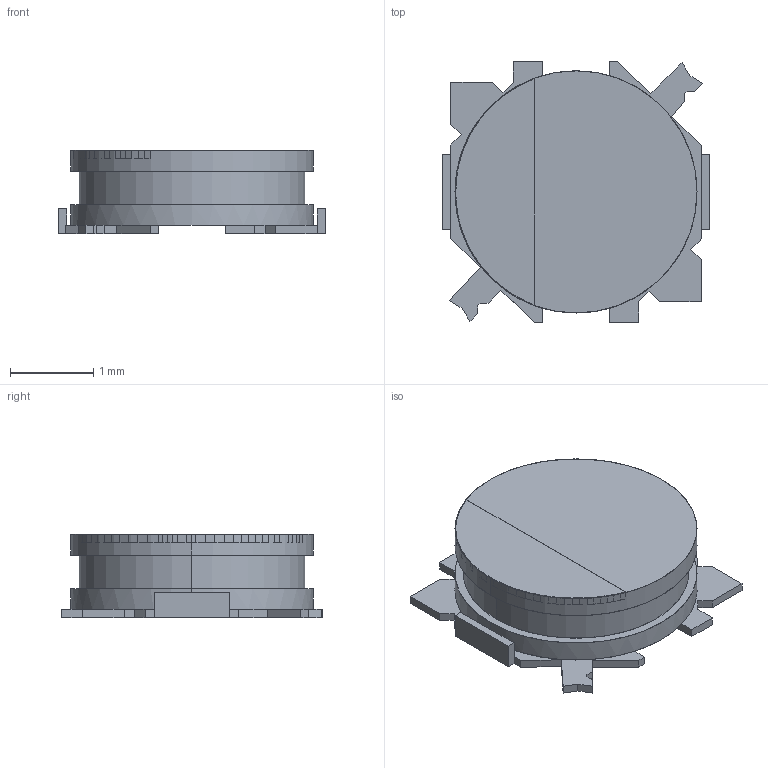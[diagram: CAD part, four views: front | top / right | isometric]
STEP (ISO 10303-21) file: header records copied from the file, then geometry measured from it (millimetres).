
FILE_DESCRIPTION(('FreeCAD Model'),'2;1');
FILE_NAME( 'Ind_ell_vfg.step', '2016-01-07T13:02:15',('Author'),(''), 'Open CASCADE STEP processor 6.8','FreeCAD','Unknown');
FILE_SCHEMA(('AUTOMOTIVE_DESIGN_CC2 { 1 2 10303 214 -1 1 5 4 }'));
Length unit declared in the file: millimetre
Products named in the file (2): ASSEMBLY; Fusion
Assembly tree (1 placements, depth 2):
  ASSEMBLY
    Fusion
Bounding box: 3.2 x 3.13 x 1 mm (x, y, z)
Surface area: 56.5 mm2 (no closed solid volume)
Topology: 0 solids, 162 shells, 164 faces, 894 edges, 783 vertices
Faces by surface type: bspline 158, revolution 6
Entity records: 45222 total; most frequent: CARTESIAN_POINT 34111, B_SPLINE_CURVE_WITH_KNOTS 1283, ORIENTED_EDGE 1199, PCURVE 1045, DEFINITIONAL_REPRESENTATION 1045, EDGE_CURVE 894, SURFACE_CURVE 894, VERTEX_POINT 783
